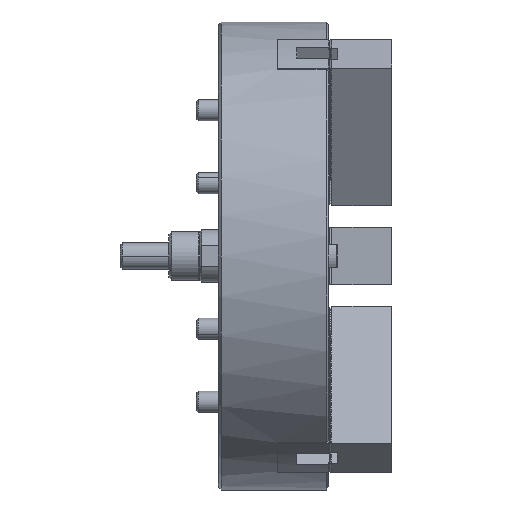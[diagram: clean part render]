
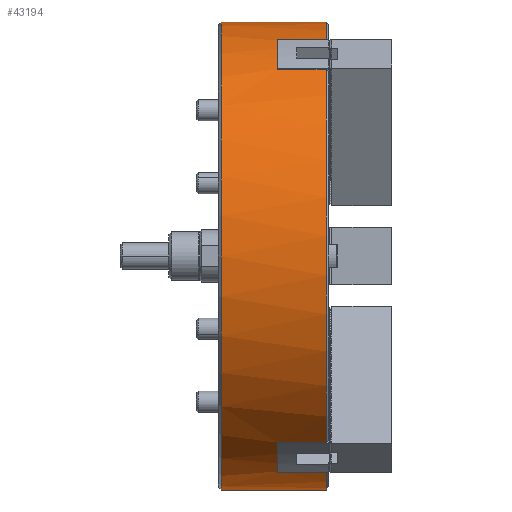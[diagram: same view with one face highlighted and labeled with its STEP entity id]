
A CAD part, front view. The second image highlights one B-rep face of the part: STEP entity #43194.
In plain terms, the highlighted cylindrical face has radius 265 mm (diameter 530 mm), a partial arc.
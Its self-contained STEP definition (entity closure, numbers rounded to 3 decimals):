
#962 = AXIS2_PLACEMENT_3D ( 'NONE', #41045, #59997, #17401 ) ;
#1091 = EDGE_CURVE ( 'NONE', #59733, #31796, #35731, .T. ) ;
#1289 = ORIENTED_EDGE ( 'NONE', *, *, #4092, .T. ) ;
#1750 = CARTESIAN_POINT ( 'NONE',  ( -3., 0., 265. ) ) ;
#2105 = CARTESIAN_POINT ( 'NONE',  ( 0., -159.646, -211.514 ) ) ;
#2831 = CARTESIAN_POINT ( 'NONE',  ( -58., 0., 0. ) ) ;
#4092 = EDGE_CURVE ( 'NONE', #35469, #52929, #59974, .T. ) ;
#4468 = EDGE_CURVE ( 'NONE', #31796, #31018, #60088, .T. ) ;
#4490 = CARTESIAN_POINT ( 'NONE',  ( -58., -159.646, -211.514 ) ) ;
#5363 = ORIENTED_EDGE ( 'NONE', *, *, #35915, .T. ) ;
#5836 = AXIS2_PLACEMENT_3D ( 'NONE', #2831, #21804, #40792 ) ;
#6387 = AXIS2_PLACEMENT_3D ( 'NONE', #60472, #17899, #36883 ) ;
#7493 = DIRECTION ( 'NONE',  ( 0., 0., -1. ) ) ;
#8056 = CARTESIAN_POINT ( 'NONE',  ( 0., -103.354, 244.014 ) ) ;
#9181 = CARTESIAN_POINT ( 'NONE',  ( -58., 0., 0. ) ) ;
#9244 = CARTESIAN_POINT ( 'NONE',  ( -3., -159.646, 211.514 ) ) ;
#9913 = EDGE_LOOP ( 'NONE', ( #43244, #20678, #13980, #56591, #44364, #23160, #48351, #1289, #53859, #5363, #59485, #23072 ) ) ;
#9966 = CARTESIAN_POINT ( 'NONE',  ( -58., -103.354, 244.014 ) ) ;
#10293 = EDGE_CURVE ( 'NONE', #55128, #61461, #44565, .T. ) ;
#10589 = AXIS2_PLACEMENT_3D ( 'NONE', #9181, #28133, #47094 ) ;
#12274 = VERTEX_POINT ( 'NONE', #9966 ) ;
#12677 = DIRECTION ( 'NONE',  ( 1., 0., 0. ) ) ;
#13773 = EDGE_CURVE ( 'NONE', #12274, #28167, #50639, .T. ) ;
#13980 = ORIENTED_EDGE ( 'NONE', *, *, #43565, .T. ) ;
#14209 = DIRECTION ( 'NONE',  ( 1., 0., 0. ) ) ;
#14642 = CARTESIAN_POINT ( 'NONE',  ( 0., 0., -265. ) ) ;
#15336 = CARTESIAN_POINT ( 'NONE',  ( 0., 0., 0. ) ) ;
#16890 = CARTESIAN_POINT ( 'NONE',  ( 0., -159.646, 211.514 ) ) ;
#17401 = DIRECTION ( 'NONE',  ( 0., 0., -1. ) ) ;
#17503 = CARTESIAN_POINT ( 'NONE',  ( 0., -103.354, -244.014 ) ) ;
#17721 = AXIS2_PLACEMENT_3D ( 'NONE', #55262, #12677, #31642 ) ;
#17891 = EDGE_CURVE ( 'NONE', #18109, #35469, #44704, .T. ) ;
#17899 = DIRECTION ( 'NONE',  ( -1., 0., 0. ) ) ;
#18108 = EDGE_CURVE ( 'NONE', #31018, #18109, #37372, .T. ) ;
#18109 = VERTEX_POINT ( 'NONE', #4490 ) ;
#20678 = ORIENTED_EDGE ( 'NONE', *, *, #10293, .T. ) ;
#20859 = CIRCLE ( 'NONE', #28782, 265. ) ;
#21065 = DIRECTION ( 'NONE',  ( 1., 0., 0. ) ) ;
#21489 = CARTESIAN_POINT ( 'NONE',  ( -58., -103.354, -244.014 ) ) ;
#21804 = DIRECTION ( 'NONE',  ( -1., 0., 0. ) ) ;
#22348 = CARTESIAN_POINT ( 'NONE',  ( -3., -103.354, 244.014 ) ) ;
#23072 = ORIENTED_EDGE ( 'NONE', *, *, #31024, .T. ) ;
#23160 = ORIENTED_EDGE ( 'NONE', *, *, #18108, .T. ) ;
#25971 = VECTOR ( 'NONE', #35851, 1000. ) ;
#26957 = EDGE_CURVE ( 'NONE', #55128, #59819, #37874, .T. ) ;
#27015 = DIRECTION ( 'NONE',  ( 1., 0., 0. ) ) ;
#27939 = VECTOR ( 'NONE', #36469, 1000. ) ;
#28133 = DIRECTION ( 'NONE',  ( -1., 0., 0. ) ) ;
#28167 = VERTEX_POINT ( 'NONE', #22348 ) ;
#28782 = AXIS2_PLACEMENT_3D ( 'NONE', #31129, #50080, #7493 ) ;
#30298 = CARTESIAN_POINT ( 'NONE',  ( -3., -103.354, -244.014 ) ) ;
#30421 = VECTOR ( 'NONE', #21065, 1000. ) ;
#31018 = VERTEX_POINT ( 'NONE', #21489 ) ;
#31024 = EDGE_CURVE ( 'NONE', #28167, #59819, #20859, .T. ) ;
#31129 = CARTESIAN_POINT ( 'NONE',  ( -3., 0., 0. ) ) ;
#31642 = DIRECTION ( 'NONE',  ( 0., 0., 1. ) ) ;
#31796 = VERTEX_POINT ( 'NONE', #30298 ) ;
#32616 = CIRCLE ( 'NONE', #5836, 265. ) ;
#32861 = CARTESIAN_POINT ( 'NONE',  ( -122., 0., 265. ) ) ;
#33606 = DIRECTION ( 'NONE',  ( 1., 0., 0. ) ) ;
#34291 = DIRECTION ( 'NONE',  ( 1., 0., 0. ) ) ;
#35469 = VERTEX_POINT ( 'NONE', #54540 ) ;
#35731 = CIRCLE ( 'NONE', #962, 265. ) ;
#35851 = DIRECTION ( 'NONE',  ( -1., 0., 0. ) ) ;
#35915 = EDGE_CURVE ( 'NONE', #55309, #12274, #32616, .T. ) ;
#36469 = DIRECTION ( 'NONE',  ( -1., 0., 0. ) ) ;
#36883 = DIRECTION ( 'NONE',  ( 0., 0., -1. ) ) ;
#37372 = CIRCLE ( 'NONE', #10589, 265. ) ;
#37874 = LINE ( 'NONE', #56811, #55754 ) ;
#38998 = FACE_OUTER_BOUND ( 'NONE', #9913, .T. ) ;
#40792 = DIRECTION ( 'NONE',  ( 0., 1., 0. ) ) ;
#41045 = CARTESIAN_POINT ( 'NONE',  ( -3., 0., 0. ) ) ;
#43194 = ADVANCED_FACE ( 'NONE', ( #38998 ), #57936, .T. ) ;
#43244 = ORIENTED_EDGE ( 'NONE', *, *, #26957, .F. ) ;
#43565 = EDGE_CURVE ( 'NONE', #61461, #59733, #57233, .T. ) ;
#44364 = ORIENTED_EDGE ( 'NONE', *, *, #4468, .T. ) ;
#44565 = CIRCLE ( 'NONE', #17721, 265. ) ;
#44618 = EDGE_CURVE ( 'NONE', #52929, #55309, #59475, .T. ) ;
#44619 = CARTESIAN_POINT ( 'NONE',  ( -122., 0., -265. ) ) ;
#44704 = LINE ( 'NONE', #2105, #30421 ) ;
#47094 = DIRECTION ( 'NONE',  ( 0., 1., 0. ) ) ;
#48351 = ORIENTED_EDGE ( 'NONE', *, *, #17891, .T. ) ;
#50080 = DIRECTION ( 'NONE',  ( -1., 0., 0. ) ) ;
#50639 = LINE ( 'NONE', #8056, #53060 ) ;
#50660 = VECTOR ( 'NONE', #33606, 1000. ) ;
#52625 = AXIS2_PLACEMENT_3D ( 'NONE', #15336, #34291, #53247 ) ;
#52929 = VERTEX_POINT ( 'NONE', #9244 ) ;
#53048 = CARTESIAN_POINT ( 'NONE',  ( -3., 0., -265. ) ) ;
#53060 = VECTOR ( 'NONE', #27015, 1000. ) ;
#53247 = DIRECTION ( 'NONE',  ( 0., 0., -1. ) ) ;
#53859 = ORIENTED_EDGE ( 'NONE', *, *, #44618, .T. ) ;
#54540 = CARTESIAN_POINT ( 'NONE',  ( -3., -159.646, -211.514 ) ) ;
#55128 = VERTEX_POINT ( 'NONE', #32861 ) ;
#55262 = CARTESIAN_POINT ( 'NONE',  ( -122., 0., 0. ) ) ;
#55309 = VERTEX_POINT ( 'NONE', #58952 ) ;
#55754 = VECTOR ( 'NONE', #14209, 1000. ) ;
#56591 = ORIENTED_EDGE ( 'NONE', *, *, #1091, .T. ) ;
#56811 = CARTESIAN_POINT ( 'NONE',  ( 0., 0., 265. ) ) ;
#57233 = LINE ( 'NONE', #14642, #50660 ) ;
#57936 = CYLINDRICAL_SURFACE ( 'NONE', #52625, 265. ) ;
#58952 = CARTESIAN_POINT ( 'NONE',  ( -58., -159.646, 211.514 ) ) ;
#59475 = LINE ( 'NONE', #16890, #25971 ) ;
#59485 = ORIENTED_EDGE ( 'NONE', *, *, #13773, .T. ) ;
#59733 = VERTEX_POINT ( 'NONE', #53048 ) ;
#59819 = VERTEX_POINT ( 'NONE', #1750 ) ;
#59974 = CIRCLE ( 'NONE', #6387, 265. ) ;
#59997 = DIRECTION ( 'NONE',  ( -1., 0., 0. ) ) ;
#60088 = LINE ( 'NONE', #17503, #27939 ) ;
#60472 = CARTESIAN_POINT ( 'NONE',  ( -3., 0., 0. ) ) ;
#61461 = VERTEX_POINT ( 'NONE', #44619 ) ;
